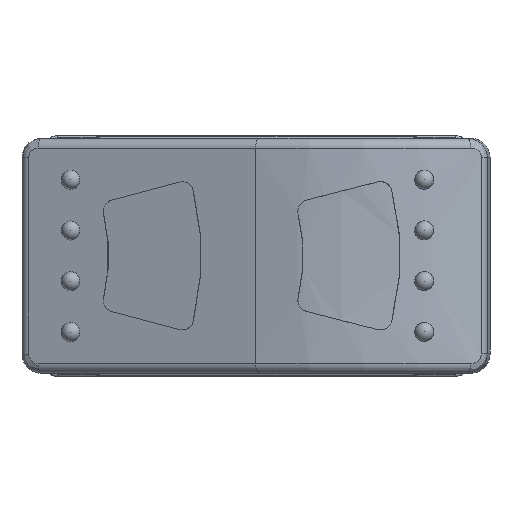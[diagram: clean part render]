
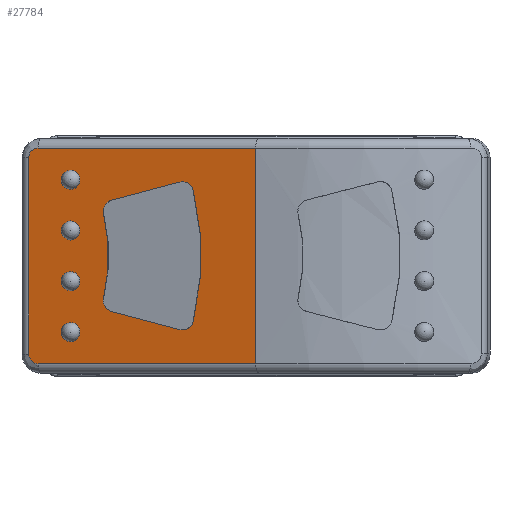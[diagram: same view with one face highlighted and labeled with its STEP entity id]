
A CAD part, top view. The second image highlights one B-rep face of the part: STEP entity #27784.
In plain terms, the highlighted planar face has unit normal (-0.294, 0, 0.956).
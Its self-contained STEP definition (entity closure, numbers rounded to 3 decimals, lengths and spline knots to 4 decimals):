
#425=FACE_BOUND('',#8962,.T.);
#426=FACE_BOUND('',#8963,.T.);
#427=FACE_BOUND('',#8964,.T.);
#428=FACE_BOUND('',#8965,.T.);
#429=FACE_BOUND('',#8966,.T.);
#569=ELLIPSE('',#29343,0.1212,0.12);
#570=ELLIPSE('',#29346,0.1212,0.12);
#571=ELLIPSE('',#29348,2.8284,2.8);
#572=ELLIPSE('',#29350,1.8183,1.8);
#573=ELLIPSE('',#29352,0.1212,0.12);
#574=ELLIPSE('',#29355,0.1212,0.12);
#582=ELLIPSE('',#29419,0.101,0.1);
#585=ELLIPSE('',#29427,0.101,0.1);
#897=LINE('',#39360,#3687);
#902=LINE('',#39379,#3692);
#912=LINE('',#39715,#3702);
#936=LINE('',#39971,#3726);
#938=LINE('',#40007,#3728);
#939=LINE('',#40009,#3729);
#3687=VECTOR('',#31507,1.);
#3692=VECTOR('',#31530,1.);
#3702=VECTOR('',#31586,1.);
#3726=VECTOR('',#31704,1.);
#3728=VECTOR('',#31718,1.);
#3729=VECTOR('',#31721,1.);
#6463=PLANE('',#29456);
#7383=FACE_OUTER_BOUND('',#8961,.T.);
#8961=EDGE_LOOP('',(#19255,#19256,#19257,#19258,#19259,#19260));
#8962=EDGE_LOOP('',(#19261,#19262,#19263,#19264,#19265,#19266,#19267,#19268));
#8963=EDGE_LOOP('',(#19269));
#8964=EDGE_LOOP('',(#19270));
#8965=EDGE_LOOP('',(#19271));
#8966=EDGE_LOOP('',(#19272));
#10624=CIRCLE('',#29381,0.1);
#10626=CIRCLE('',#29384,0.1);
#10628=CIRCLE('',#29387,0.1);
#10630=CIRCLE('',#29390,0.1);
#11857=VERTEX_POINT('',#39352);
#11858=VERTEX_POINT('',#39354);
#11859=VERTEX_POINT('',#39358);
#11860=VERTEX_POINT('',#39362);
#11861=VERTEX_POINT('',#39366);
#11862=VERTEX_POINT('',#39370);
#11863=VERTEX_POINT('',#39374);
#11864=VERTEX_POINT('',#39378);
#11892=VERTEX_POINT('',#39712);
#11893=VERTEX_POINT('',#39714);
#11899=VERTEX_POINT('',#39776);
#11901=VERTEX_POINT('',#39781);
#11903=VERTEX_POINT('',#39786);
#11905=VERTEX_POINT('',#39791);
#11929=VERTEX_POINT('',#39961);
#11930=VERTEX_POINT('',#39963);
#11932=VERTEX_POINT('',#39997);
#11934=VERTEX_POINT('',#40001);
#14668=EDGE_CURVE('',#11858,#11857,#569,.T.);
#14671=EDGE_CURVE('',#11857,#11859,#897,.T.);
#14673=EDGE_CURVE('',#11859,#11860,#570,.T.);
#14675=EDGE_CURVE('',#11860,#11861,#571,.T.);
#14676=EDGE_CURVE('',#11862,#11858,#572,.T.);
#14678=EDGE_CURVE('',#11863,#11862,#573,.T.);
#14680=EDGE_CURVE('',#11864,#11863,#902,.T.);
#14682=EDGE_CURVE('',#11861,#11864,#574,.T.);
#14718=EDGE_CURVE('',#11892,#11893,#912,.T.);
#14725=EDGE_CURVE('',#11899,#11899,#10624,.T.);
#14727=EDGE_CURVE('',#11901,#11901,#10626,.T.);
#14729=EDGE_CURVE('',#11903,#11903,#10628,.T.);
#14731=EDGE_CURVE('',#11905,#11905,#10630,.T.);
#14773=EDGE_CURVE('',#11929,#11930,#582,.T.);
#14777=EDGE_CURVE('',#11893,#11929,#936,.T.);
#14781=EDGE_CURVE('',#11934,#11932,#585,.T.);
#14783=EDGE_CURVE('',#11932,#11892,#938,.T.);
#14784=EDGE_CURVE('',#11930,#11934,#939,.T.);
#19255=ORIENTED_EDGE('',*,*,#14773,.F.);
#19256=ORIENTED_EDGE('',*,*,#14777,.F.);
#19257=ORIENTED_EDGE('',*,*,#14718,.F.);
#19258=ORIENTED_EDGE('',*,*,#14783,.F.);
#19259=ORIENTED_EDGE('',*,*,#14781,.F.);
#19260=ORIENTED_EDGE('',*,*,#14784,.F.);
#19261=ORIENTED_EDGE('',*,*,#14668,.T.);
#19262=ORIENTED_EDGE('',*,*,#14671,.T.);
#19263=ORIENTED_EDGE('',*,*,#14673,.T.);
#19264=ORIENTED_EDGE('',*,*,#14675,.T.);
#19265=ORIENTED_EDGE('',*,*,#14682,.T.);
#19266=ORIENTED_EDGE('',*,*,#14680,.T.);
#19267=ORIENTED_EDGE('',*,*,#14678,.T.);
#19268=ORIENTED_EDGE('',*,*,#14676,.T.);
#19269=ORIENTED_EDGE('',*,*,#14725,.T.);
#19270=ORIENTED_EDGE('',*,*,#14731,.T.);
#19271=ORIENTED_EDGE('',*,*,#14729,.T.);
#19272=ORIENTED_EDGE('',*,*,#14727,.T.);
#27784=ADVANCED_FACE('',(#7383,#425,#426,#427,#428,#429),#6463,.T.);
#29343=AXIS2_PLACEMENT_3D('',#39355,#31501,#31502);
#29346=AXIS2_PLACEMENT_3D('',#39364,#31511,#31512);
#29348=AXIS2_PLACEMENT_3D('',#39368,#31516,#31517);
#29350=AXIS2_PLACEMENT_3D('',#39371,#31520,#31521);
#29352=AXIS2_PLACEMENT_3D('',#39375,#31525,#31526);
#29355=AXIS2_PLACEMENT_3D('',#39382,#31534,#31535);
#29381=AXIS2_PLACEMENT_3D('',#39777,#31596,#31597);
#29384=AXIS2_PLACEMENT_3D('',#39782,#31602,#31603);
#29387=AXIS2_PLACEMENT_3D('',#39787,#31608,#31609);
#29390=AXIS2_PLACEMENT_3D('',#39792,#31614,#31615);
#29419=AXIS2_PLACEMENT_3D('',#39964,#31693,#31694);
#29427=AXIS2_PLACEMENT_3D('',#40003,#31711,#31712);
#29456=AXIS2_PLACEMENT_3D('',#40060,#31787,#31788);
#31501=DIRECTION('center_axis',(0.295,0.,
-0.956));
#31502=DIRECTION('ref_axis',(-0.956,0.,-0.295));
#31507=DIRECTION('',(0.926,0.247,0.285));
#31511=DIRECTION('center_axis',(0.295,0.,
-0.956));
#31512=DIRECTION('ref_axis',(0.956,0.,0.295));
#31516=DIRECTION('center_axis',(0.295,0.,
-0.956));
#31517=DIRECTION('ref_axis',(0.956,0.,0.295));
#31520=DIRECTION('center_axis',(-0.295,0.,
0.956));
#31521=DIRECTION('ref_axis',(-0.956,0.,-0.295));
#31525=DIRECTION('center_axis',(0.295,0.,
-0.956));
#31526=DIRECTION('ref_axis',(-0.956,0.,-0.295));
#31530=DIRECTION('',(-0.926,0.247,-0.285));
#31534=DIRECTION('center_axis',(0.295,0.,
-0.956));
#31535=DIRECTION('ref_axis',(-0.956,0.,-0.295));
#31586=DIRECTION('',(0.,-1.,0.));
#31596=DIRECTION('center_axis',(0.295,0.,
-0.956));
#31597=DIRECTION('ref_axis',(-0.956,0.,-0.295));
#31602=DIRECTION('center_axis',(0.295,0.,
-0.956));
#31603=DIRECTION('ref_axis',(-0.956,0.,-0.295));
#31608=DIRECTION('center_axis',(0.295,0.,
-0.956));
#31609=DIRECTION('ref_axis',(-0.956,0.,-0.295));
#31614=DIRECTION('center_axis',(0.295,0.,
-0.956));
#31615=DIRECTION('ref_axis',(-0.956,0.,-0.295));
#31693=DIRECTION('center_axis',(0.295,0.,
-0.956));
#31694=DIRECTION('ref_axis',(-0.956,0.,-0.295));
#31704=DIRECTION('',(-0.956,0.,-0.295));
#31711=DIRECTION('center_axis',(0.295,0.,
-0.956));
#31712=DIRECTION('ref_axis',(-0.956,0.,-0.295));
#31718=DIRECTION('',(0.956,0.,0.295));
#31721=DIRECTION('',(0.,1.,0.));
#31787=DIRECTION('center_axis',(-0.295,0.,
0.956));
#31788=DIRECTION('ref_axis',(0.,-1.,0.));
#39352=CARTESIAN_POINT('',(-1.5116,0.5807,3.716));
#39354=CARTESIAN_POINT('',(-1.5951,0.4355,3.6903));
#39355=CARTESIAN_POINT('Origin',(-1.4827,0.4645,3.7249));
#39358=CARTESIAN_POINT('',(-0.8012,0.7705,3.935));
#39360=CARTESIAN_POINT('',(-1.2831,0.6418,3.7864));
#39362=CARTESIAN_POINT('',(-0.6599,0.6836,3.9785));
#39364=CARTESIAN_POINT('Origin',(-0.7722,0.6543,3.9439));
#39366=CARTESIAN_POINT('',(-0.6599,-0.6836,3.9785));
#39368=CARTESIAN_POINT('Origin',(-3.281,0.,
3.1706));
#39370=CARTESIAN_POINT('',(-1.5951,-0.4355,3.6903));
#39371=CARTESIAN_POINT('Origin',(-3.281,0.,
3.1706));
#39374=CARTESIAN_POINT('',(-1.5116,-0.5807,3.716));
#39375=CARTESIAN_POINT('Origin',(-1.4827,-0.4645,3.7249));
#39378=CARTESIAN_POINT('',(-0.8012,-0.7705,3.935));
#39379=CARTESIAN_POINT('',(-1.6316,-0.5486,3.679));
#39382=CARTESIAN_POINT('Origin',(-0.7722,-0.6543,
3.9439));
#39712=CARTESIAN_POINT('',(-0.0082,1.125,4.1794));
#39714=CARTESIAN_POINT('',(-0.0082,-1.125,4.1794));
#39715=CARTESIAN_POINT('',(-0.0082,0.,4.1794));
#39776=CARTESIAN_POINT('',(-2.034,0.795,3.555));
#39777=CARTESIAN_POINT('Origin',(-1.9385,0.795,3.5844));
#39781=CARTESIAN_POINT('',(-2.034,-0.795,3.555));
#39782=CARTESIAN_POINT('Origin',(-1.9385,-0.795,3.5844));
#39786=CARTESIAN_POINT('',(-2.034,-0.265,3.555));
#39787=CARTESIAN_POINT('Origin',(-1.9385,-0.265,3.5844));
#39791=CARTESIAN_POINT('',(-2.034,0.265,3.555));
#39792=CARTESIAN_POINT('Origin',(-1.9385,0.265,3.5844));
#39961=CARTESIAN_POINT('',(-2.2811,-1.125,3.4788));
#39963=CARTESIAN_POINT('',(-2.3776,-1.025,3.4491));
#39964=CARTESIAN_POINT('Origin',(-2.2811,-1.025,3.4788));
#39971=CARTESIAN_POINT('',(-1.3212,-1.125,3.7747));
#39997=CARTESIAN_POINT('',(-2.2811,1.125,3.4788));
#40001=CARTESIAN_POINT('',(-2.3776,1.025,3.4491));
#40003=CARTESIAN_POINT('Origin',(-2.2811,1.025,3.4788));
#40007=CARTESIAN_POINT('',(-1.3212,1.125,3.7747));
#40009=CARTESIAN_POINT('',(-2.3776,0.,3.4491));
#40060=CARTESIAN_POINT('Origin',(-2.4605,0.,
3.4235));
